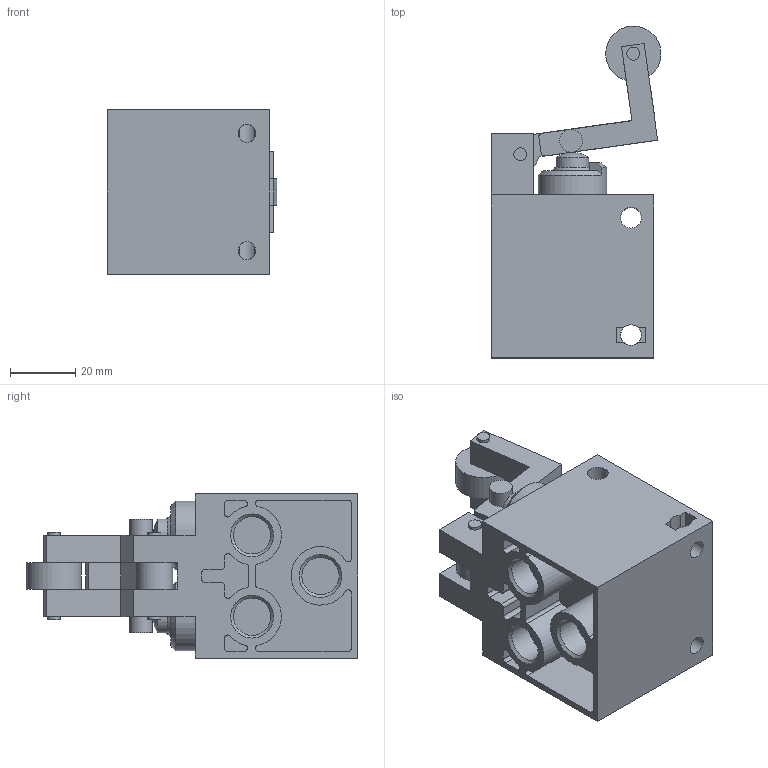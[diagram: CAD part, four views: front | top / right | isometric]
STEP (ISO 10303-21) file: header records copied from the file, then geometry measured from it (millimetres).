
FILE_DESCRIPTION(/* description */ ('STEP AP214'),/* implementation_level */ '2;1');
FILE_NAME(/* name */ '8993_L-5-1_4-B',/* time_stamp */ '2024-08-29T19:48:57+02:00',/* author */ ('License CC BY-ND 4.0'),/* organization */ ('CADENAS'),/* preprocessor_version */ 'ST-DEVELOPER v19.3',/* originating_system */ 'PARTsolutions',/* authorisation */ ' ');
FILE_SCHEMA (('AUTOMOTIVE_DESIGN {1 0 10303 214 3 1 1}'));
Length unit declared in the file: millimetre
Products named in the file (1): 8993 L-5-1/4-B---(0_0)
Bounding box: 52.22 x 101.94 x 50.4 mm (x, y, z)
Volume: 125992.3 mm3; surface area: 31132.7 mm2
Topology: 1 solids, 1 shells, 179 faces, 469 edges, 305 vertices
Faces by surface type: plane 103, cylinder 63, cone 11, sphere 2
Full cylindrical faces by diameter (mm): 4 x6, 5.5 x2, 6.4 x2, 7 x2, 10 x2, 11.445 x5, 17 x1, 21 x2
Entity records: 5299 total; most frequent: DIRECTION 931, CARTESIAN_POINT 919, ORIENTED_EDGE 848, EDGE_CURVE 424, AXIS2_PLACEMENT_3D 331, VERTEX_POINT 291, LINE 269, VECTOR 269
